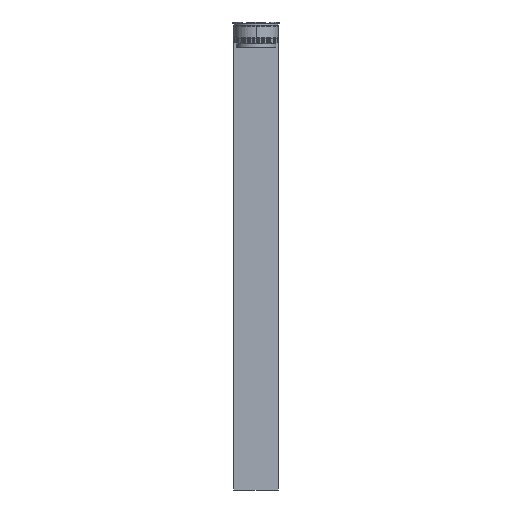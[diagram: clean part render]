
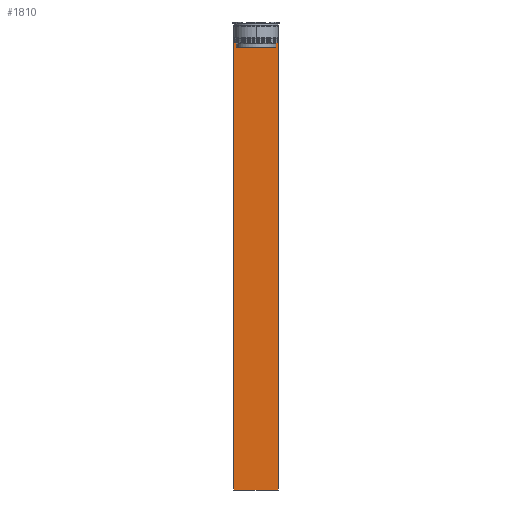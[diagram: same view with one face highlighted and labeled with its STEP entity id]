
A CAD part, left-side view. The second image highlights one B-rep face of the part: STEP entity #1810.
In plain terms, the highlighted planar face has unit normal (-1, 0, 0).
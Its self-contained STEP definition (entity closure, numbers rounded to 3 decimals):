
#96 = EDGE_CURVE ( 'NONE', #1792, #2792, #2787, .T. ) ;
#129 = FACE_OUTER_BOUND ( 'NONE', #1055, .T. ) ;
#145 = CARTESIAN_POINT ( 'NONE',  ( -0.5, -13.391, -14.5 ) ) ;
#171 = ORIENTED_EDGE ( 'NONE', *, *, #96, .T. ) ;
#174 = CARTESIAN_POINT ( 'NONE',  ( -0.5, -15., -314. ) ) ;
#182 = LINE ( 'NONE', #2333, #2784 ) ;
#183 = VERTEX_POINT ( 'NONE', #1268 ) ;
#216 = CARTESIAN_POINT ( 'NONE',  ( -0.5, 13.391, 0. ) ) ;
#233 = VERTEX_POINT ( 'NONE', #174 ) ;
#276 = EDGE_CURVE ( 'NONE', #233, #2792, #2250, .T. ) ;
#314 = LINE ( 'NONE', #2037, #2454 ) ;
#322 = CARTESIAN_POINT ( 'NONE',  ( -0.5, 13.891, -14. ) ) ;
#329 = CARTESIAN_POINT ( 'NONE',  ( -0.5, 13.391, -14.5 ) ) ;
#341 = DIRECTION ( 'NONE',  ( 0., -1., 0. ) ) ;
#346 = CARTESIAN_POINT ( 'NONE',  ( -0.5, 15., 16.017 ) ) ;
#369 = CARTESIAN_POINT ( 'NONE',  ( -0.5, -15., -14. ) ) ;
#399 = CARTESIAN_POINT ( 'NONE',  ( -0.5, 15., -314. ) ) ;
#428 = CARTESIAN_POINT ( 'NONE',  ( -0.5, -13.724, -14.167 ) ) ;
#432 = VERTEX_POINT ( 'NONE', #2561 ) ;
#437 = DIRECTION ( 'NONE',  ( 0., 0., -1. ) ) ;
#445 = VECTOR ( 'NONE', #1663, 1000. ) ;
#454 = VECTOR ( 'NONE', #1989, 1000. ) ;
#483 = CARTESIAN_POINT ( 'NONE',  ( -0.5, -15., -14. ) ) ;
#506 = VECTOR ( 'NONE', #1654, 1000. ) ;
#522 = VERTEX_POINT ( 'NONE', #1845 ) ;
#531 = ORIENTED_EDGE ( 'NONE', *, *, #965, .F. ) ;
#598 = CARTESIAN_POINT ( 'NONE',  ( -0.5, -13.391, 0. ) ) ;
#636 = CARTESIAN_POINT ( 'NONE',  ( -0.5, -15., -14. ) ) ;
#655 = ORIENTED_EDGE ( 'NONE', *, *, #1603, .F. ) ;
#663 = DIRECTION ( 'NONE',  ( 0., 1., 0. ) ) ;
#673 = ORIENTED_EDGE ( 'NONE', *, *, #2874, .F. ) ;
#700 = CARTESIAN_POINT ( 'NONE',  ( -0.5, -15., 16.017 ) ) ;
#732 = CARTESIAN_POINT ( 'NONE',  ( -0.5, 15., -14. ) ) ;
#767 = CARTESIAN_POINT ( 'NONE',  ( -0.5, -15., -14. ) ) ;
#774 = ORIENTED_EDGE ( 'NONE', *, *, #2756, .F. ) ;
#788 = PLANE ( 'NONE',  #852 ) ;
#793 = LINE ( 'NONE', #767, #2403 ) ;
#806 = VECTOR ( 'NONE', #2408, 1000. ) ;
#815 = ORIENTED_EDGE ( 'NONE', *, *, #1834, .F. ) ;
#850 = CARTESIAN_POINT ( 'NONE',  ( -0.5, -13.557, -14.333 ) ) ;
#852 = AXIS2_PLACEMENT_3D ( 'NONE', #1897, #2797, #1010 ) ;
#893 = ORIENTED_EDGE ( 'NONE', *, *, #2629, .F. ) ;
#965 = EDGE_CURVE ( 'NONE', #1792, #2347, #2058, .T. ) ;
#996 = VECTOR ( 'NONE', #437, 1000. ) ;
#1000 = EDGE_CURVE ( 'NONE', #2031, #183, #1986, .T. ) ;
#1010 = DIRECTION ( 'NONE',  ( 0., 0., 1. ) ) ;
#1038 = LINE ( 'NONE', #598, #806 ) ;
#1055 = EDGE_LOOP ( 'NONE', ( #1842, #815, #531, #171, #2506, #2055, #774, #673, #1192, #1730, #893, #655 ) ) ;
#1082 = VECTOR ( 'NONE', #663, 1000. ) ;
#1168 = DIRECTION ( 'NONE',  ( 0., -1., 0. ) ) ;
#1173 = CARTESIAN_POINT ( 'NONE',  ( -0.5, 13.891, -14. ) ) ;
#1192 = ORIENTED_EDGE ( 'NONE', *, *, #1000, .F. ) ;
#1234 = B_SPLINE_CURVE_WITH_KNOTS ( 'NONE', 3,
 ( #1173, #2526, #2066, #329 ),
 .UNSPECIFIED., .F., .F.,
 ( 4, 4 ),
 ( 0.024, 0.024 ),
 .UNSPECIFIED. ) ;
#1246 = DIRECTION ( 'NONE',  ( 0., -1., 0. ) ) ;
#1268 = CARTESIAN_POINT ( 'NONE',  ( -0.5, -13.891, -14. ) ) ;
#1276 = CARTESIAN_POINT ( 'NONE',  ( -0.5, -13.891, -14. ) ) ;
#1293 = LINE ( 'NONE', #700, #454 ) ;
#1449 = CARTESIAN_POINT ( 'NONE',  ( -0.5, 14.892, -14. ) ) ;
#1492 = EDGE_CURVE ( 'NONE', #432, #2031, #1038, .T. ) ;
#1603 = EDGE_CURVE ( 'NONE', #522, #2659, #2432, .T. ) ;
#1654 = DIRECTION ( 'NONE',  ( 0., -1., 0. ) ) ;
#1663 = DIRECTION ( 'NONE',  ( 0., 0., -1. ) ) ;
#1730 = ORIENTED_EDGE ( 'NONE', *, *, #1492, .F. ) ;
#1792 = VERTEX_POINT ( 'NONE', #732 ) ;
#1796 = VERTEX_POINT ( 'NONE', #322 ) ;
#1810 = ADVANCED_FACE ( 'NONE', ( #129 ), #788, .T. ) ;
#1834 = EDGE_CURVE ( 'NONE', #2347, #1796, #793, .T. ) ;
#1842 = ORIENTED_EDGE ( 'NONE', *, *, #2699, .F. ) ;
#1845 = CARTESIAN_POINT ( 'NONE',  ( -0.5, 13.391, -14.5 ) ) ;
#1897 = CARTESIAN_POINT ( 'NONE',  ( -0.5, -15., 16.017 ) ) ;
#1962 = VECTOR ( 'NONE', #1168, 1000. ) ;
#1986 = B_SPLINE_CURVE_WITH_KNOTS ( 'NONE', 3,
 ( #145, #850, #428, #1276 ),
 .UNSPECIFIED., .F., .F.,
 ( 4, 4 ),
 ( 0.062, 0.062 ),
 .UNSPECIFIED. ) ;
#1989 = DIRECTION ( 'NONE',  ( 0., 0., -1. ) ) ;
#2031 = VERTEX_POINT ( 'NONE', #2133 ) ;
#2037 = CARTESIAN_POINT ( 'NONE',  ( -0.5, 13.4, -17. ) ) ;
#2055 = ORIENTED_EDGE ( 'NONE', *, *, #2512, .F. ) ;
#2058 = LINE ( 'NONE', #483, #1962 ) ;
#2066 = CARTESIAN_POINT ( 'NONE',  ( -0.5, 13.557, -14.333 ) ) ;
#2133 = CARTESIAN_POINT ( 'NONE',  ( -0.5, -13.391, -14.5 ) ) ;
#2250 = LINE ( 'NONE', #2464, #1082 ) ;
#2322 = DIRECTION ( 'NONE',  ( 0., -1., 0. ) ) ;
#2333 = CARTESIAN_POINT ( 'NONE',  ( -0.5, -15., -14. ) ) ;
#2347 = VERTEX_POINT ( 'NONE', #1449 ) ;
#2370 = CARTESIAN_POINT ( 'NONE',  ( -0.5, -14.892, -14. ) ) ;
#2379 = VERTEX_POINT ( 'NONE', #636 ) ;
#2403 = VECTOR ( 'NONE', #1246, 1000. ) ;
#2408 = DIRECTION ( 'NONE',  ( 0., 0., 1. ) ) ;
#2432 = LINE ( 'NONE', #216, #996 ) ;
#2437 = VERTEX_POINT ( 'NONE', #2370 ) ;
#2454 = VECTOR ( 'NONE', #2322, 1000. ) ;
#2464 = CARTESIAN_POINT ( 'NONE',  ( -0.5, -15., -314. ) ) ;
#2502 = CARTESIAN_POINT ( 'NONE',  ( -0.5, 13.391, -17. ) ) ;
#2506 = ORIENTED_EDGE ( 'NONE', *, *, #276, .F. ) ;
#2512 = EDGE_CURVE ( 'NONE', #2379, #233, #1293, .T. ) ;
#2526 = CARTESIAN_POINT ( 'NONE',  ( -0.5, 13.724, -14.167 ) ) ;
#2561 = CARTESIAN_POINT ( 'NONE',  ( -0.5, -13.391, -17. ) ) ;
#2602 = LINE ( 'NONE', #369, #506 ) ;
#2629 = EDGE_CURVE ( 'NONE', #2659, #432, #314, .T. ) ;
#2659 = VERTEX_POINT ( 'NONE', #2502 ) ;
#2699 = EDGE_CURVE ( 'NONE', #1796, #522, #1234, .T. ) ;
#2756 = EDGE_CURVE ( 'NONE', #2437, #2379, #2602, .T. ) ;
#2784 = VECTOR ( 'NONE', #341, 1000. ) ;
#2787 = LINE ( 'NONE', #346, #445 ) ;
#2792 = VERTEX_POINT ( 'NONE', #399 ) ;
#2797 = DIRECTION ( 'NONE',  ( -1., 0., 0. ) ) ;
#2874 = EDGE_CURVE ( 'NONE', #183, #2437, #182, .T. ) ;
